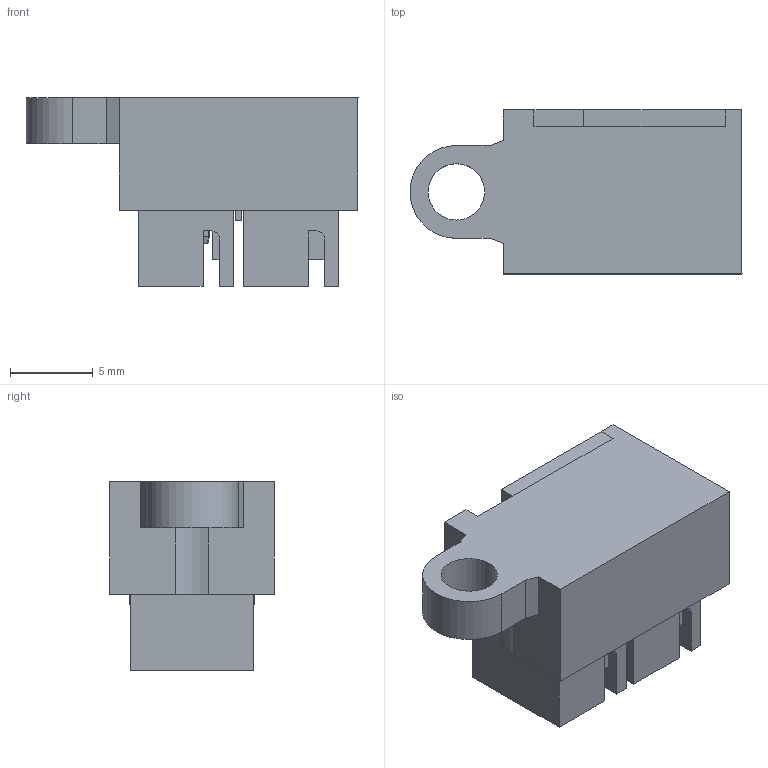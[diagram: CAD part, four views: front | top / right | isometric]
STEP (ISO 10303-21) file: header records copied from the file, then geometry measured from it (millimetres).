
FILE_DESCRIPTION(/* description */ (''),/* implementation_level */ '2;1');
FILE_NAME(/* name */ 'JST Splitter.step',/* time_stamp */ '2023-12-21T13:02:46+10:00',/* author */ (''),/* organization */ (''),/* preprocessor_version */ 'ST-DEVELOPER v20',/* originating_system */ 'Autodesk Translation Framework v12.14.0.127',/* authorisation */ '');
FILE_SCHEMA (('AUTOMOTIVE_DESIGN { 1 0 10303 214 3 1 1 }'));
Length unit declared in the file: millimetre
Products named in the file (14): JST Splitter; JST_Splitter_Bottom; JST_PH_Top; PH2.0 (1); Designator354 (1); PH2.0-LI-2P (1) (1); PH2.0-LI-Òý½Å_8 (1); PH2.0-LI-2P (2); PH2.0; Designator354; PH2.0-LI-2P (1); PH2.0-LI-2P; PH2.0-LI-Òý½Å_8; JST_XH_Top
Assembly tree (13 placements, depth 6):
  JST Splitter
    JST_Splitter_Bottom
    JST_PH_Top
      PH2.0 (1)
        Designator354 (1)
          PH2.0-LI-2P (1) (1)
            PH2.0-LI-Òý½Å_8 (1)
            PH2.0-LI-2P (2)
      PH2.0
        Designator354
          PH2.0-LI-2P (1)
            PH2.0-LI-2P
          PH2.0-LI-Òý½Å_8
    JST_XH_Top
Bounding box: 20.03 x 9.9 x 11.4 mm (x, y, z)
Volume: 1216.7 mm3; surface area: 3105.6 mm2
Topology: 11 solids, 11 shells, 625 faces, 1673 edges, 1074 vertices
Faces by surface type: plane 486, cylinder 75, cone 48, bspline 16
Full cylindrical faces by diameter (mm): 3.4 x1
Entity records: 20113 total; most frequent: CARTESIAN_POINT 3692, ORIENTED_EDGE 3346, DIRECTION 3190, EDGE_CURVE 1673, LINE 1392, VECTOR 1392, VERTEX_POINT 1074, AXIS2_PLACEMENT_3D 899
